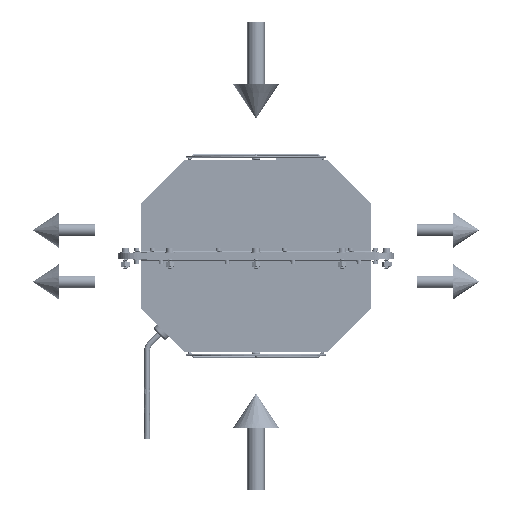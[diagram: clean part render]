
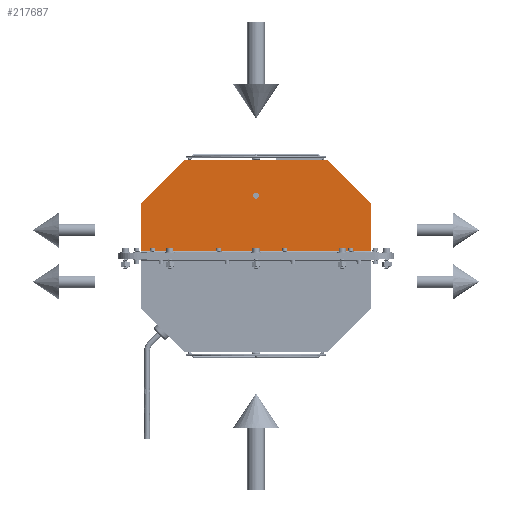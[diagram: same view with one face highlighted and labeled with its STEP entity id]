
A CAD part, front view. The second image highlights one B-rep face of the part: STEP entity #217687.
In plain terms, the highlighted planar face has unit normal (0, -1, 0).
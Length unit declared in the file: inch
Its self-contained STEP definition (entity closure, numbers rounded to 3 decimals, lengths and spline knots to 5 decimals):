
#1330 = VERTEX_POINT ( 'NONE', #164337 ) ;
#1761 = VECTOR ( 'NONE', #341146, 39.37008 ) ;
#9727 = VECTOR ( 'NONE', #139763, 39.37008 ) ;
#10545 = DIRECTION ( 'NONE',  ( 0., 0., 1. ) ) ;
#41271 = VERTEX_POINT ( 'NONE', #166710 ) ;
#45131 = VECTOR ( 'NONE', #417662, 39.37008 ) ;
#58907 = CIRCLE ( 'NONE', #173626, 0.125 ) ;
#63373 = CARTESIAN_POINT ( 'NONE',  ( 5., -14.60425, 4.0325 ) ) ;
#74122 = ORIENTED_EDGE ( 'NONE', *, *, #231092, .T. ) ;
#75771 = ORIENTED_EDGE ( 'NONE', *, *, #307043, .T. ) ;
#77583 = VECTOR ( 'NONE', #159160, 39.37008 ) ;
#125108 = CARTESIAN_POINT ( 'NONE',  ( 0., -14.60425, 2.5 ) ) ;
#131593 = DIRECTION ( 'NONE',  ( 0., -1., 0. ) ) ;
#139457 = ORIENTED_EDGE ( 'NONE', *, *, #196278, .T. ) ;
#139763 = DIRECTION ( 'NONE',  ( -1., 0., 0. ) ) ;
#142252 = FACE_OUTER_BOUND ( 'NONE', #186698, .T. ) ;
#151616 = DIRECTION ( 'NONE',  ( 0., 1., 0. ) ) ;
#158770 = VERTEX_POINT ( 'NONE', #453747 ) ;
#159160 = DIRECTION ( 'NONE',  ( 0., 0., -1. ) ) ;
#162505 = AXIS2_PLACEMENT_3D ( 'NONE', #344806, #131593, #279906 ) ;
#164337 = CARTESIAN_POINT ( 'NONE',  ( -5., -14.60425, 2.1875 ) ) ;
#166710 = CARTESIAN_POINT ( 'NONE',  ( 0., -14.60425, 2.625 ) ) ;
#170032 = CIRCLE ( 'NONE', #162505, 0.125 ) ;
#173626 = AXIS2_PLACEMENT_3D ( 'NONE', #125108, #237534, #376465 ) ;
#185591 = LINE ( 'NONE', #386408, #1761 ) ;
#186698 = EDGE_LOOP ( 'NONE', ( #75771, #336793, #74122, #370650, #139457, #216259 ) ) ;
#187697 = CARTESIAN_POINT ( 'NONE',  ( 5., -14.60425, 4.0625 ) ) ;
#195590 = LINE ( 'NONE', #449322, #343075 ) ;
#196278 = EDGE_CURVE ( 'NONE', #231221, #440816, #384097, .T. ) ;
#198625 = EDGE_CURVE ( 'NONE', #306853, #41271, #170032, .T. ) ;
#202221 = LINE ( 'NONE', #453693, #77583 ) ;
#211913 = AXIS2_PLACEMENT_3D ( 'NONE', #187697, #151616, #10545 ) ;
#213364 = VECTOR ( 'NONE', #418156, 39.37008 ) ;
#216259 = ORIENTED_EDGE ( 'NONE', *, *, #447220, .F. ) ;
#217687 = ADVANCED_FACE ( 'NONE', ( #281232, #142252 ), #470354, .F. ) ;
#220442 = VERTEX_POINT ( 'NONE', #222899 ) ;
#222899 = CARTESIAN_POINT ( 'NONE',  ( -3.155, -14.60425, 4.0325 ) ) ;
#231092 = EDGE_CURVE ( 'NONE', #220442, #1330, #185591, .T. ) ;
#231221 = VERTEX_POINT ( 'NONE', #249745 ) ;
#237534 = DIRECTION ( 'NONE',  ( 0., -1., 0. ) ) ;
#249745 = CARTESIAN_POINT ( 'NONE',  ( -5., -14.60425, 0.0825 ) ) ;
#266570 = EDGE_CURVE ( 'NONE', #41271, #306853, #58907, .T. ) ;
#272600 = CARTESIAN_POINT ( 'NONE',  ( 0., -14.60425, 2.375 ) ) ;
#279906 = DIRECTION ( 'NONE',  ( 0., 0., 1. ) ) ;
#281232 = FACE_BOUND ( 'NONE', #405521, .T. ) ;
#306853 = VERTEX_POINT ( 'NONE', #272600 ) ;
#307043 = EDGE_CURVE ( 'NONE', #158770, #420647, #195590, .T. ) ;
#328875 = LINE ( 'NONE', #63373, #9727 ) ;
#336793 = ORIENTED_EDGE ( 'NONE', *, *, #362280, .T. ) ;
#341146 = DIRECTION ( 'NONE',  ( -0.707, 0., -0.707 ) ) ;
#343075 = VECTOR ( 'NONE', #406281, 39.37008 ) ;
#344011 = LINE ( 'NONE', #346341, #213364 ) ;
#344806 = CARTESIAN_POINT ( 'NONE',  ( 0., -14.60425, 2.5 ) ) ;
#346341 = CARTESIAN_POINT ( 'NONE',  ( -5., -14.60425, 4.0625 ) ) ;
#352600 = CARTESIAN_POINT ( 'NONE',  ( 5., -14.60425, 0.0825 ) ) ;
#359824 = EDGE_CURVE ( 'NONE', #1330, #231221, #344011, .T. ) ;
#362280 = EDGE_CURVE ( 'NONE', #420647, #220442, #328875, .T. ) ;
#370650 = ORIENTED_EDGE ( 'NONE', *, *, #359824, .T. ) ;
#371145 = ORIENTED_EDGE ( 'NONE', *, *, #198625, .F. ) ;
#376465 = DIRECTION ( 'NONE',  ( 0., 0., 1. ) ) ;
#384097 = LINE ( 'NONE', #410501, #45131 ) ;
#384662 = CARTESIAN_POINT ( 'NONE',  ( 3.155, -14.60425, 4.0325 ) ) ;
#386408 = CARTESIAN_POINT ( 'NONE',  ( 0.9375, -14.60425, 8.125 ) ) ;
#399124 = ORIENTED_EDGE ( 'NONE', *, *, #266570, .F. ) ;
#405521 = EDGE_LOOP ( 'NONE', ( #399124, #371145 ) ) ;
#406281 = DIRECTION ( 'NONE',  ( -0.707, 0., 0.707 ) ) ;
#410501 = CARTESIAN_POINT ( 'NONE',  ( 5., -14.60425, 0.0825 ) ) ;
#417662 = DIRECTION ( 'NONE',  ( 1., 0., 0. ) ) ;
#418156 = DIRECTION ( 'NONE',  ( 0., 0., -1. ) ) ;
#420647 = VERTEX_POINT ( 'NONE', #384662 ) ;
#440816 = VERTEX_POINT ( 'NONE', #352600 ) ;
#447220 = EDGE_CURVE ( 'NONE', #158770, #440816, #202221, .T. ) ;
#449322 = CARTESIAN_POINT ( 'NONE',  ( 4.0625, -14.60425, 3.125 ) ) ;
#453693 = CARTESIAN_POINT ( 'NONE',  ( 5., -14.60425, 4.0625 ) ) ;
#453747 = CARTESIAN_POINT ( 'NONE',  ( 5., -14.60425, 2.1875 ) ) ;
#470354 = PLANE ( 'NONE',  #211913 ) ;
